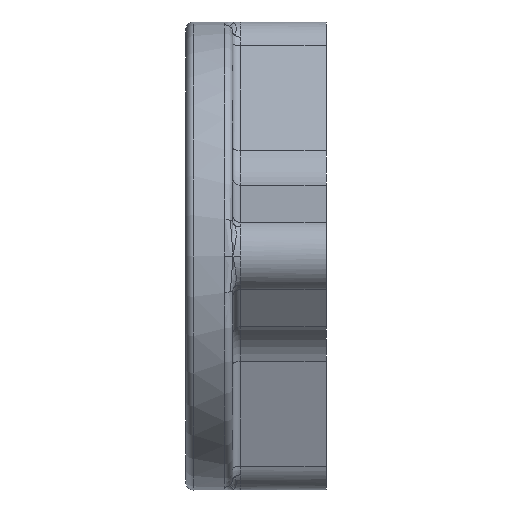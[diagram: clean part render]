
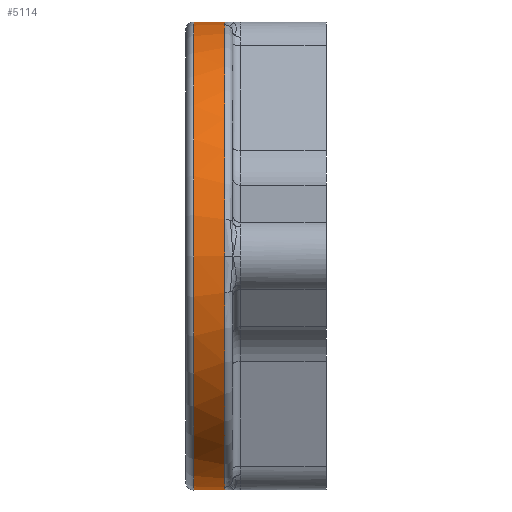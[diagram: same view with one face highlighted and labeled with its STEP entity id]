
A CAD part, left-side view. The second image highlights one B-rep face of the part: STEP entity #5114.
In plain terms, the highlighted cylindrical face has radius 15 mm (diameter 30 mm), a partial arc.
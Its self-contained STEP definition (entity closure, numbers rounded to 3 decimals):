
#26 = DIRECTION ( 'NONE',  ( 0., -1., 0. ) ) ;
#31 = CARTESIAN_POINT ( 'NONE',  ( -0.984, 6.5, 14.971 ) ) ;
#167 = EDGE_CURVE ( 'NONE', #4946, #2891, #4783, .T. ) ;
#232 = CARTESIAN_POINT ( 'NONE',  ( 0., 8.5, -14.998 ) ) ;
#249 = EDGE_CURVE ( 'NONE', #4453, #1550, #1500, .T. ) ;
#347 = CARTESIAN_POINT ( 'NONE',  ( -14.981, 6.5, 0.783 ) ) ;
#365 = CARTESIAN_POINT ( 'NONE',  ( -1.96, 6.5, -14.875 ) ) ;
#405 = CARTESIAN_POINT ( 'NONE',  ( -0.002, 6.5, 15.002 ) ) ;
#430 = CARTESIAN_POINT ( 'NONE',  ( -14.814, 6.5, -2.354 ) ) ;
#606 = CARTESIAN_POINT ( 'NONE',  ( -14.815, 6.5, 2.349 ) ) ;
#719 = ORIENTED_EDGE ( 'NONE', *, *, #3261, .F. ) ;
#740 = ORIENTED_EDGE ( 'NONE', *, *, #249, .T. ) ;
#765 = DIRECTION ( 'NONE',  ( 0., -1., 0. ) ) ;
#819 = CARTESIAN_POINT ( 'NONE',  ( -15., 6.5, -0.003 ) ) ;
#860 = FACE_OUTER_BOUND ( 'NONE', #2066, .T. ) ;
#866 = DIRECTION ( 'NONE',  ( 0., 1., 0. ) ) ;
#879 = CARTESIAN_POINT ( 'NONE',  ( -0.98, 6.5, -14.968 ) ) ;
#975 = CARTESIAN_POINT ( 'NONE',  ( 0., 6.5, 0.002 ) ) ;
#1183 = B_SPLINE_CURVE_WITH_KNOTS ( 'NONE', 3,
 ( #5480, #4369, #4921, #6699, #347, #2616, #2655, #1572 ),
 .UNSPECIFIED., .F., .F.,
 ( 4, 2, 2, 4 ),
 ( 0., 0.5, 0.75, 1. ),
 .UNSPECIFIED. ) ;
#1267 = B_SPLINE_CURVE_WITH_KNOTS ( 'NONE', 3,
 ( #3612, #365, #7126, #879, #2037, #6533, #4792, #3118 ),
 .UNSPECIFIED., .F., .F.,
 ( 4, 2, 2, 4 ),
 ( 0., 0.5, 0.75, 1. ),
 .UNSPECIFIED. ) ;
#1308 = CARTESIAN_POINT ( 'NONE',  ( -14.876, 6.5, -1.964 ) ) ;
#1500 = CIRCLE ( 'NONE', #5663, 15. ) ;
#1550 = VERTEX_POINT ( 'NONE', #1705 ) ;
#1572 = CARTESIAN_POINT ( 'NONE',  ( -15., 6.5, -0.003 ) ) ;
#1705 = CARTESIAN_POINT ( 'NONE',  ( -2.354, 6.5, 14.816 ) ) ;
#1851 = CARTESIAN_POINT ( 'NONE',  ( 0.002, 6.5, -14.998 ) ) ;
#1873 = CARTESIAN_POINT ( 'NONE',  ( -0.788, 6.5, 14.982 ) ) ;
#1974 = ORIENTED_EDGE ( 'NONE', *, *, #4790, .F. ) ;
#2037 = CARTESIAN_POINT ( 'NONE',  ( -0.783, 6.5, -14.979 ) ) ;
#2066 = EDGE_LOOP ( 'NONE', ( #5035, #5846, #5563, #1974, #6236, #3578, #719, #740, #6271 ) ) ;
#2095 = VECTOR ( 'NONE', #765, 1000. ) ;
#2215 = DIRECTION ( 'NONE',  ( 0., 0., -1. ) ) ;
#2289 = CARTESIAN_POINT ( 'NONE',  ( -1.963, 6.5, 14.878 ) ) ;
#2318 = LINE ( 'NONE', #3378, #4635 ) ;
#2616 = CARTESIAN_POINT ( 'NONE',  ( -14.996, 6.5, 0.39 ) ) ;
#2655 = CARTESIAN_POINT ( 'NONE',  ( -15., 6.5, 0.194 ) ) ;
#2808 = CARTESIAN_POINT ( 'NONE',  ( 0., 8.5, 0.002 ) ) ;
#2862 = AXIS2_PLACEMENT_3D ( 'NONE', #5442, #866, #4741 ) ;
#2891 = VERTEX_POINT ( 'NONE', #1851 ) ;
#2998 = CARTESIAN_POINT ( 'NONE',  ( -1.572, 6.5, 14.924 ) ) ;
#3040 = VERTEX_POINT ( 'NONE', #430 ) ;
#3095 = CARTESIAN_POINT ( 'NONE',  ( -14.98, 6.5, -0.788 ) ) ;
#3118 = CARTESIAN_POINT ( 'NONE',  ( 0.002, 6.5, -14.998 ) ) ;
#3216 = DIRECTION ( 'NONE',  ( 0., 0., -1. ) ) ;
#3254 = CARTESIAN_POINT ( 'NONE',  ( 0., 9., -14.998 ) ) ;
#3261 = EDGE_CURVE ( 'NONE', #4453, #4094, #1183, .T. ) ;
#3378 = CARTESIAN_POINT ( 'NONE',  ( 0., 9., 15.002 ) ) ;
#3453 = CIRCLE ( 'NONE', #6761, 15. ) ;
#3578 = ORIENTED_EDGE ( 'NONE', *, *, #6894, .F. ) ;
#3612 = CARTESIAN_POINT ( 'NONE',  ( -2.35, 6.5, -14.813 ) ) ;
#3635 = CARTESIAN_POINT ( 'NONE',  ( 0., 8.5, 15.002 ) ) ;
#3963 = EDGE_CURVE ( 'NONE', #5741, #4946, #3453, .T. ) ;
#4015 = CARTESIAN_POINT ( 'NONE',  ( -2.354, 6.5, 14.816 ) ) ;
#4029 = EDGE_CURVE ( 'NONE', #5741, #4895, #2318, .T. ) ;
#4094 = VERTEX_POINT ( 'NONE', #6072 ) ;
#4229 = DIRECTION ( 'NONE',  ( 0., 1., 0. ) ) ;
#4251 = CARTESIAN_POINT ( 'NONE',  ( -14.996, 6.5, -0.395 ) ) ;
#4274 = VERTEX_POINT ( 'NONE', #4998 ) ;
#4322 = DIRECTION ( 'NONE',  ( 0., -1., 0. ) ) ;
#4369 = CARTESIAN_POINT ( 'NONE',  ( -14.877, 6.5, 1.959 ) ) ;
#4453 = VERTEX_POINT ( 'NONE', #606 ) ;
#4524 = AXIS2_PLACEMENT_3D ( 'NONE', #4664, #4322, #4879 ) ;
#4571 = B_SPLINE_CURVE_WITH_KNOTS ( 'NONE', 3,
 ( #6931, #5708, #5226, #1873, #31, #2998, #2289, #4015 ),
 .UNSPECIFIED., .F., .F.,
 ( 4, 2, 2, 4 ),
 ( 0., 0.25, 0.5, 1. ),
 .UNSPECIFIED. ) ;
#4635 = VECTOR ( 'NONE', #6113, 1000. ) ;
#4664 = CARTESIAN_POINT ( 'NONE',  ( 0., 9., 0.002 ) ) ;
#4741 = DIRECTION ( 'NONE',  ( 0., 0., -1. ) ) ;
#4783 = LINE ( 'NONE', #3254, #2095 ) ;
#4790 = EDGE_CURVE ( 'NONE', #4274, #2891, #1267, .T. ) ;
#4792 = CARTESIAN_POINT ( 'NONE',  ( -0.194, 6.5, -14.998 ) ) ;
#4879 = DIRECTION ( 'NONE',  ( 0., 0., -1. ) ) ;
#4895 = VERTEX_POINT ( 'NONE', #405 ) ;
#4921 = CARTESIAN_POINT ( 'NONE',  ( -14.923, 6.5, 1.567 ) ) ;
#4946 = VERTEX_POINT ( 'NONE', #232 ) ;
#4998 = CARTESIAN_POINT ( 'NONE',  ( -2.35, 6.5, -14.813 ) ) ;
#5035 = ORIENTED_EDGE ( 'NONE', *, *, #4029, .F. ) ;
#5088 = B_SPLINE_CURVE_WITH_KNOTS ( 'NONE', 3,
 ( #819, #5986, #4251, #3095, #6398, #6953, #1308, #5842 ),
 .UNSPECIFIED., .F., .F.,
 ( 4, 2, 2, 4 ),
 ( 0., 0.25, 0.5, 1. ),
 .UNSPECIFIED. ) ;
#5114 = ADVANCED_FACE ( 'NONE', ( #860 ), #5216, .T. ) ;
#5216 = CYLINDRICAL_SURFACE ( 'NONE', #4524, 15. ) ;
#5226 = CARTESIAN_POINT ( 'NONE',  ( -0.395, 6.5, 14.998 ) ) ;
#5442 = CARTESIAN_POINT ( 'NONE',  ( 0., 6.5, 0.002 ) ) ;
#5480 = CARTESIAN_POINT ( 'NONE',  ( -14.815, 6.5, 2.349 ) ) ;
#5563 = ORIENTED_EDGE ( 'NONE', *, *, #167, .T. ) ;
#5663 = AXIS2_PLACEMENT_3D ( 'NONE', #975, #4229, #3216 ) ;
#5708 = CARTESIAN_POINT ( 'NONE',  ( -0.199, 6.5, 15.002 ) ) ;
#5741 = VERTEX_POINT ( 'NONE', #3635 ) ;
#5842 = CARTESIAN_POINT ( 'NONE',  ( -14.814, 6.5, -2.354 ) ) ;
#5846 = ORIENTED_EDGE ( 'NONE', *, *, #3963, .T. ) ;
#5986 = CARTESIAN_POINT ( 'NONE',  ( -15., 6.5, -0.199 ) ) ;
#6072 = CARTESIAN_POINT ( 'NONE',  ( -15., 6.5, -0.003 ) ) ;
#6113 = DIRECTION ( 'NONE',  ( 0., -1., 0. ) ) ;
#6236 = ORIENTED_EDGE ( 'NONE', *, *, #6557, .T. ) ;
#6271 = ORIENTED_EDGE ( 'NONE', *, *, #6448, .F. ) ;
#6398 = CARTESIAN_POINT ( 'NONE',  ( -14.969, 6.5, -0.984 ) ) ;
#6416 = CIRCLE ( 'NONE', #2862, 15. ) ;
#6448 = EDGE_CURVE ( 'NONE', #4895, #1550, #4571, .T. ) ;
#6533 = CARTESIAN_POINT ( 'NONE',  ( -0.391, 6.5, -14.994 ) ) ;
#6557 = EDGE_CURVE ( 'NONE', #4274, #3040, #6416, .T. ) ;
#6699 = CARTESIAN_POINT ( 'NONE',  ( -14.969, 6.5, 0.979 ) ) ;
#6761 = AXIS2_PLACEMENT_3D ( 'NONE', #2808, #26, #2215 ) ;
#6894 = EDGE_CURVE ( 'NONE', #4094, #3040, #5088, .T. ) ;
#6931 = CARTESIAN_POINT ( 'NONE',  ( -0.002, 6.5, 15.002 ) ) ;
#6953 = CARTESIAN_POINT ( 'NONE',  ( -14.922, 6.5, -1.573 ) ) ;
#7126 = CARTESIAN_POINT ( 'NONE',  ( -1.568, 6.5, -14.921 ) ) ;
